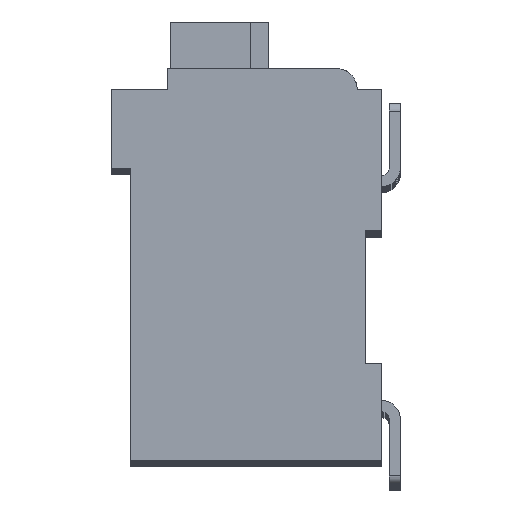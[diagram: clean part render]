
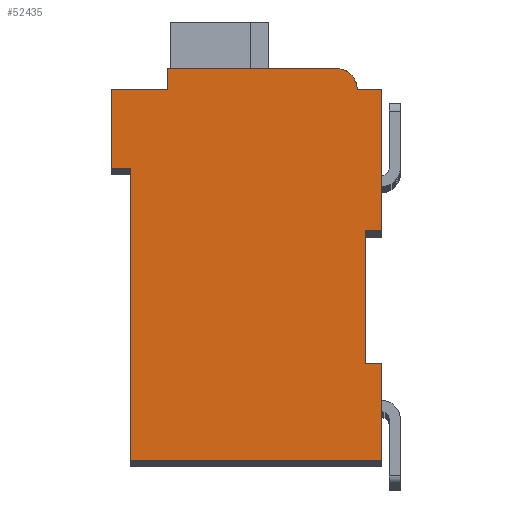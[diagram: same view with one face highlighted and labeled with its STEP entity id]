
A CAD part, top view. The second image highlights one B-rep face of the part: STEP entity #52435.
In plain terms, the highlighted planar face has unit normal (0, 0, 1).
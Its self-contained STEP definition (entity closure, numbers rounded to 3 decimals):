
#15978=DIRECTION('',(1.,0.,0.));
#15979=VECTOR('',#15978,0.5);
#15980=CARTESIAN_POINT('',(7.3,7.15,2.1));
#15981=LINE('',#15980,#15979);
#15982=DIRECTION('',(0.,1.,0.));
#15983=VECTOR('',#15982,4.15);
#15984=CARTESIAN_POINT('',(7.3,3.,2.1));
#15985=LINE('',#15984,#15983);
#15986=DIRECTION('',(-1.,0.,0.));
#15987=VECTOR('',#15986,0.5);
#15988=CARTESIAN_POINT('',(7.8,3.,2.1));
#15989=LINE('',#15988,#15987);
#15990=DIRECTION('',(0.,1.,0.));
#15991=VECTOR('',#15990,3.);
#15992=CARTESIAN_POINT('',(7.8,0.,2.1));
#15993=LINE('',#15992,#15991);
#15994=DIRECTION('',(1.,0.,0.));
#15995=VECTOR('',#15994,7.8);
#15996=CARTESIAN_POINT('',(0.,0.,2.1));
#15997=LINE('',#15996,#15995);
#15998=DIRECTION('',(0.,-1.,0.));
#15999=VECTOR('',#15998,9.1);
#16000=CARTESIAN_POINT('',(0.,9.1,2.1));
#16001=LINE('',#16000,#15999);
#16002=DIRECTION('',(1.,0.,0.));
#16003=VECTOR('',#16002,0.6);
#16004=CARTESIAN_POINT('',(-0.6,9.1,2.1));
#16005=LINE('',#16004,#16003);
#16006=DIRECTION('',(0.,-1.,0.));
#16007=VECTOR('',#16006,2.45);
#16008=CARTESIAN_POINT('',(-0.6,11.55,2.1));
#16009=LINE('',#16008,#16007);
#16010=DIRECTION('',(-1.,0.,0.));
#16011=VECTOR('',#16010,1.75);
#16012=CARTESIAN_POINT('',(1.15,11.55,2.1));
#16013=LINE('',#16012,#16011);
#16014=DIRECTION('',(0.,-1.,0.));
#16015=VECTOR('',#16014,0.65);
#16016=CARTESIAN_POINT('',(1.15,12.2,2.1));
#16017=LINE('',#16016,#16015);
#16018=DIRECTION('',(-1.,0.,0.));
#16019=VECTOR('',#16018,5.25);
#16020=CARTESIAN_POINT('',(6.4,12.2,2.1));
#16021=LINE('',#16020,#16019);
#16022=CARTESIAN_POINT('',(6.4,11.55,2.1));
#16023=DIRECTION('',(0.,0.,1.));
#16024=DIRECTION('',(1.,0.,0.));
#16025=AXIS2_PLACEMENT_3D('',#16022,#16023,#16024);
#16027=DIRECTION('',(-1.,0.,0.));
#16028=VECTOR('',#16027,0.75);
#16029=CARTESIAN_POINT('',(7.8,11.55,2.1));
#16030=LINE('',#16029,#16028);
#16031=DIRECTION('',(0.,1.,0.));
#16032=VECTOR('',#16031,4.4);
#16033=CARTESIAN_POINT('',(7.8,7.15,2.1));
#16034=LINE('',#16033,#16032);
#26519=CARTESIAN_POINT('',(7.3,7.15,2.1));
#26520=CARTESIAN_POINT('',(7.8,7.15,2.1));
#26521=VERTEX_POINT('',#26519);
#26522=VERTEX_POINT('',#26520);
#26523=CARTESIAN_POINT('',(7.8,11.55,2.1));
#26524=VERTEX_POINT('',#26523);
#26525=CARTESIAN_POINT('',(7.05,11.55,2.1));
#26526=VERTEX_POINT('',#26525);
#26527=CARTESIAN_POINT('',(6.4,12.2,2.1));
#26528=VERTEX_POINT('',#26527);
#26529=CARTESIAN_POINT('',(1.15,12.2,2.1));
#26530=VERTEX_POINT('',#26529);
#26531=CARTESIAN_POINT('',(1.15,11.55,2.1));
#26532=VERTEX_POINT('',#26531);
#26533=CARTESIAN_POINT('',(-0.6,11.55,2.1));
#26534=VERTEX_POINT('',#26533);
#26535=CARTESIAN_POINT('',(-0.6,9.1,2.1));
#26536=VERTEX_POINT('',#26535);
#26537=CARTESIAN_POINT('',(0.,9.1,2.1));
#26538=VERTEX_POINT('',#26537);
#26539=CARTESIAN_POINT('',(0.,0.,2.1));
#26540=VERTEX_POINT('',#26539);
#26541=CARTESIAN_POINT('',(7.8,0.,2.1));
#26542=VERTEX_POINT('',#26541);
#26543=CARTESIAN_POINT('',(7.8,3.,2.1));
#26544=VERTEX_POINT('',#26543);
#26545=CARTESIAN_POINT('',(7.3,3.,2.1));
#26546=VERTEX_POINT('',#26545);
#52414=CARTESIAN_POINT('',(0.,0.,2.1));
#52415=DIRECTION('',(0.,0.,1.));
#52416=DIRECTION('',(1.,0.,0.));
#52417=AXIS2_PLACEMENT_3D('',#52414,#52415,#52416);
#52418=PLANE('',#52417);
#52419=ORIENTED_EDGE('',*,*,#34888,.F.);
#52420=ORIENTED_EDGE('',*,*,#36058,.F.);
#52421=ORIENTED_EDGE('',*,*,#45334,.F.);
#52422=ORIENTED_EDGE('',*,*,#46019,.F.);
#52423=ORIENTED_EDGE('',*,*,#46808,.F.);
#52424=ORIENTED_EDGE('',*,*,#47845,.F.);
#52425=ORIENTED_EDGE('',*,*,#48236,.F.);
#52426=ORIENTED_EDGE('',*,*,#48620,.F.);
#52427=ORIENTED_EDGE('',*,*,#49203,.F.);
#52428=ORIENTED_EDGE('',*,*,#50304,.F.);
#52429=ORIENTED_EDGE('',*,*,#51178,.F.);
#52430=ORIENTED_EDGE('',*,*,#49254,.F.);
#52431=ORIENTED_EDGE('',*,*,#50015,.F.);
#52432=ORIENTED_EDGE('',*,*,#35953,.F.);
#52433=EDGE_LOOP('',(#52419,#52420,#52421,#52422,#52423,#52424,#52425,#52426,
#52427,#52428,#52429,#52430,#52431,#52432));
#52434=FACE_OUTER_BOUND('',#52433,.F.);
#16026=CIRCLE('',#16025,0.65);
#34888=EDGE_CURVE('',#26521,#26522,#15981,.T.);
#35953=EDGE_CURVE('',#26522,#26524,#16034,.T.);
#36058=EDGE_CURVE('',#26546,#26521,#15985,.T.);
#45334=EDGE_CURVE('',#26544,#26546,#15989,.T.);
#46019=EDGE_CURVE('',#26542,#26544,#15993,.T.);
#46808=EDGE_CURVE('',#26540,#26542,#15997,.T.);
#47845=EDGE_CURVE('',#26538,#26540,#16001,.T.);
#48236=EDGE_CURVE('',#26536,#26538,#16005,.T.);
#48620=EDGE_CURVE('',#26534,#26536,#16009,.T.);
#49203=EDGE_CURVE('',#26532,#26534,#16013,.T.);
#49254=EDGE_CURVE('',#26526,#26528,#16026,.T.);
#50015=EDGE_CURVE('',#26524,#26526,#16030,.T.);
#50304=EDGE_CURVE('',#26530,#26532,#16017,.T.);
#51178=EDGE_CURVE('',#26528,#26530,#16021,.T.);
#52435=ADVANCED_FACE('',(#52434),#52418,.T.);
